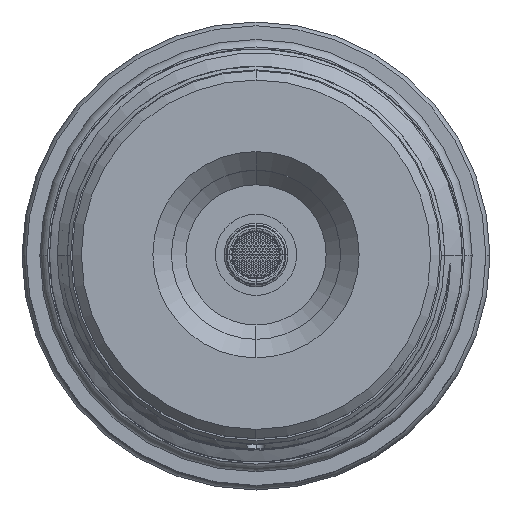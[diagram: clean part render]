
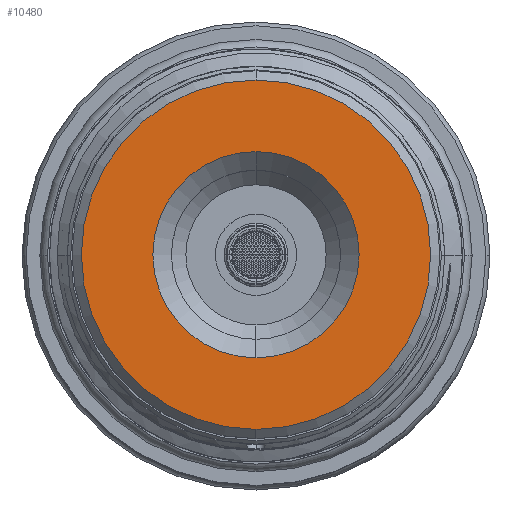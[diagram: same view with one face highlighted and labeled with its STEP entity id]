
A CAD part, top view. The second image highlights one B-rep face of the part: STEP entity #10480.
In plain terms, the highlighted planar face has unit normal (0, 0, 1).
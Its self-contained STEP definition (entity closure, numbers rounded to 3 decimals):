
#62 = EDGE_CURVE ( 'NONE', #47226, #193, #11976, .T. ) ;
#193 = VERTEX_POINT ( 'NONE', #7535 ) ;
#295 = CARTESIAN_POINT ( 'NONE',  ( 0., 0., 13.677 ) ) ;
#425 = VERTEX_POINT ( 'NONE', #28336 ) ;
#1990 = VERTEX_POINT ( 'NONE', #23052 ) ;
#3924 = ORIENTED_EDGE ( 'NONE', *, *, #5317, .F. ) ;
#3956 = DIRECTION ( 'NONE',  ( 0., 1., 0. ) ) ;
#5209 = EDGE_LOOP ( 'NONE', ( #3924, #34544 ) ) ;
#5317 = EDGE_CURVE ( 'NONE', #425, #1990, #12337, .T. ) ;
#7535 = CARTESIAN_POINT ( 'NONE',  ( 0., 8.9, 13.677 ) ) ;
#8016 = CARTESIAN_POINT ( 'NONE',  ( 0., 0., 13.677 ) ) ;
#10480 = ADVANCED_FACE ( 'NONE', ( #56198, #40213 ), #36791, .T. ) ;
#11503 = ORIENTED_EDGE ( 'NONE', *, *, #22347, .F. ) ;
#11976 = CIRCLE ( 'NONE', #51629, 8.9 ) ;
#12280 = CARTESIAN_POINT ( 'NONE',  ( 0., 0., 13.677 ) ) ;
#12293 = ORIENTED_EDGE ( 'NONE', *, *, #62, .F. ) ;
#12337 = CIRCLE ( 'NONE', #18735, 15.075 ) ;
#17320 = DIRECTION ( 'NONE',  ( 0., -1., 0. ) ) ;
#18735 = AXIS2_PLACEMENT_3D ( 'NONE', #12280, #54591, #17320 ) ;
#22347 = EDGE_CURVE ( 'NONE', #193, #47226, #28831, .T. ) ;
#23052 = CARTESIAN_POINT ( 'NONE',  ( 0., 15.075, 13.677 ) ) ;
#27452 = DIRECTION ( 'NONE',  ( 0., 0., 1. ) ) ;
#28336 = CARTESIAN_POINT ( 'NONE',  ( 0., -15.075, 13.677 ) ) ;
#28604 = DIRECTION ( 'NONE',  ( 0., 0., 1. ) ) ;
#28831 = CIRCLE ( 'NONE', #39172, 8.9 ) ;
#30091 = CIRCLE ( 'NONE', #53519, 15.075 ) ;
#31450 = EDGE_LOOP ( 'NONE', ( #11503, #12293 ) ) ;
#31902 = DIRECTION ( 'NONE',  ( 0., 1., 0. ) ) ;
#34544 = ORIENTED_EDGE ( 'NONE', *, *, #46468, .F. ) ;
#35756 = DIRECTION ( 'NONE',  ( 0., -1., 0. ) ) ;
#35985 = CARTESIAN_POINT ( 'NONE',  ( 0., -8.9, 13.677 ) ) ;
#36791 = PLANE ( 'NONE',  #55093 ) ;
#39172 = AXIS2_PLACEMENT_3D ( 'NONE', #8016, #45436, #31902 ) ;
#40213 = FACE_BOUND ( 'NONE', #31450, .T. ) ;
#40812 = DIRECTION ( 'NONE',  ( 0., 0., -1. ) ) ;
#45436 = DIRECTION ( 'NONE',  ( 0., 0., 1. ) ) ;
#46468 = EDGE_CURVE ( 'NONE', #1990, #425, #30091, .T. ) ;
#47226 = VERTEX_POINT ( 'NONE', #35985 ) ;
#51629 = AXIS2_PLACEMENT_3D ( 'NONE', #56767, #28604, #52093 ) ;
#52093 = DIRECTION ( 'NONE',  ( 0., 1., 0. ) ) ;
#53519 = AXIS2_PLACEMENT_3D ( 'NONE', #295, #40812, #35756 ) ;
#54591 = DIRECTION ( 'NONE',  ( 0., 0., -1. ) ) ;
#55093 = AXIS2_PLACEMENT_3D ( 'NONE', #59454, #27452, #3956 ) ;
#56198 = FACE_OUTER_BOUND ( 'NONE', #5209, .T. ) ;
#56767 = CARTESIAN_POINT ( 'NONE',  ( 0., 0., 13.677 ) ) ;
#59454 = CARTESIAN_POINT ( 'NONE',  ( 0., -15.075, 13.677 ) ) ;
